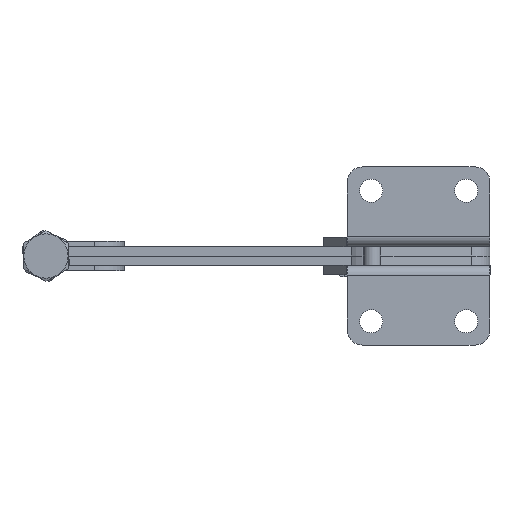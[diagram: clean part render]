
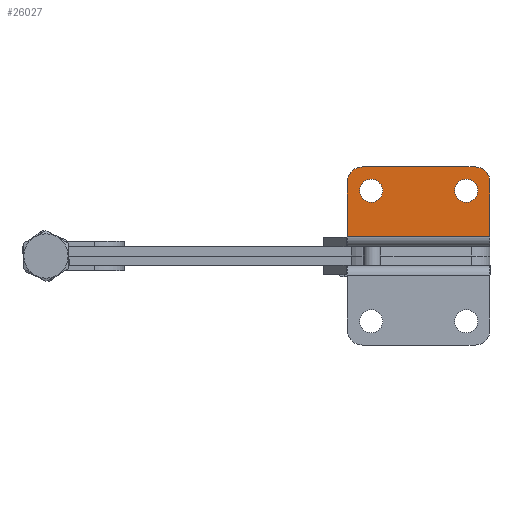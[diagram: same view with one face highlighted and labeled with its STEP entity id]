
A CAD part, front view. The second image highlights one B-rep face of the part: STEP entity #26027.
In plain terms, the highlighted planar face has unit normal (0, -1, 0).
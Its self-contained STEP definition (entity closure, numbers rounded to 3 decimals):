
#4854 = EDGE_LOOP ( 'NONE', ( #22018, #22020 ) ) ;
#6094 = CARTESIAN_POINT ( 'NONE',  ( 63.5, -5., 29.9 ) ) ;
#6095 = DIRECTION ( 'NONE',  ( 0., -1., 0. ) ) ;
#6096 = DIRECTION ( 'NONE',  ( 0., 0., -1. ) ) ;
#6104 = CARTESIAN_POINT ( 'NONE',  ( 12.7, -5., 29.9 ) ) ;
#6105 = DIRECTION ( 'NONE',  ( 0., -1., 0. ) ) ;
#6106 = DIRECTION ( 'NONE',  ( 0., 0., -1. ) ) ;
#11868 = DIRECTION ( 'NONE',  ( 0., 1., 0. ) ) ;
#11874 = CARTESIAN_POINT ( 'NONE',  ( 68.2, -5., 34.6 ) ) ;
#11880 = PLANE ( 'NONE',  #19723 ) ;
#11886 = DIRECTION ( 'NONE',  ( 0., 0., 1. ) ) ;
#16765 = CIRCLE ( 'NONE', #19503, 6.15 ) ;
#16773 = CIRCLE ( 'NONE', #19505, 6.15 ) ;
#16867 = LINE ( 'NONE', #28067, #16869 ) ;
#16868 = CIRCLE ( 'NONE', #19529, 8. ) ;
#16869 = VECTOR ( 'NONE', #28063, 1000. ) ;
#16870 = CIRCLE ( 'NONE', #19527, 6.15 ) ;
#16872 = CIRCLE ( 'NONE', #19528, 6.15 ) ;
#16873 = LINE ( 'NONE', #28073, #16875 ) ;
#16875 = VECTOR ( 'NONE', #28074, 1000. ) ;
#16876 = LINE ( 'NONE', #28082, #16878 ) ;
#16877 = CIRCLE ( 'NONE', #19530, 8. ) ;
#16878 = VECTOR ( 'NONE', #28078, 1000. ) ;
#16879 = LINE ( 'NONE', #28083, #16881 ) ;
#16881 = VECTOR ( 'NONE', #28084, 1000. ) ;
#17204 = FACE_BOUND ( 'NONE', #21215, .T. ) ;
#17206 = FACE_OUTER_BOUND ( 'NONE', #21213, .T. ) ;
#17210 = FACE_BOUND ( 'NONE', #4854, .T. ) ;
#19183 = EDGE_CURVE ( 'NONE', #24883, #24870, #16765, .T. ) ;
#19187 = EDGE_CURVE ( 'NONE', #24759, #24886, #16773, .T. ) ;
#19244 = EDGE_CURVE ( 'NONE', #24772, #24758, #16867, .T. ) ;
#19246 = EDGE_CURVE ( 'NONE', #24870, #24883, #16870, .T. ) ;
#19247 = EDGE_CURVE ( 'NONE', #24886, #24759, #16872, .T. ) ;
#19248 = EDGE_CURVE ( 'NONE', #24772, #24796, #16873, .T. ) ;
#19249 = EDGE_CURVE ( 'NONE', #24796, #24875, #16868, .T. ) ;
#19250 = EDGE_CURVE ( 'NONE', #24875, #24884, #16876, .T. ) ;
#19251 = EDGE_CURVE ( 'NONE', #24884, #24773, #16877, .T. ) ;
#19252 = EDGE_CURVE ( 'NONE', #24773, #24758, #16879, .T. ) ;
#19503 = AXIS2_PLACEMENT_3D ( 'NONE', #6094, #6095, #6096 ) ;
#19505 = AXIS2_PLACEMENT_3D ( 'NONE', #6104, #6105, #6106 ) ;
#19527 = AXIS2_PLACEMENT_3D ( 'NONE', #28075, #28076, #28077 ) ;
#19528 = AXIS2_PLACEMENT_3D ( 'NONE', #28079, #28080, #28081 ) ;
#19529 = AXIS2_PLACEMENT_3D ( 'NONE', #28085, #28086, #28087 ) ;
#19530 = AXIS2_PLACEMENT_3D ( 'NONE', #28088, #28089, #28090 ) ;
#19723 = AXIS2_PLACEMENT_3D ( 'NONE', #11874, #11868, #11886 ) ;
#21213 = EDGE_LOOP ( 'NONE', ( #22022, #22024, #22026, #22028, #22030, #22032 ) ) ;
#21215 = EDGE_LOOP ( 'NONE', ( #22014, #22016 ) ) ;
#22014 = ORIENTED_EDGE ( 'NONE', *, *, #19183, .F. ) ;
#22016 = ORIENTED_EDGE ( 'NONE', *, *, #19246, .F. ) ;
#22018 = ORIENTED_EDGE ( 'NONE', *, *, #19187, .F. ) ;
#22020 = ORIENTED_EDGE ( 'NONE', *, *, #19247, .F. ) ;
#22022 = ORIENTED_EDGE ( 'NONE', *, *, #19244, .F. ) ;
#22024 = ORIENTED_EDGE ( 'NONE', *, *, #19248, .T. ) ;
#22026 = ORIENTED_EDGE ( 'NONE', *, *, #19249, .T. ) ;
#22028 = ORIENTED_EDGE ( 'NONE', *, *, #19250, .T. ) ;
#22030 = ORIENTED_EDGE ( 'NONE', *, *, #19251, .T. ) ;
#22032 = ORIENTED_EDGE ( 'NONE', *, *, #19252, .T. ) ;
#24758 = VERTEX_POINT ( 'NONE', #29154 ) ;
#24759 = VERTEX_POINT ( 'NONE', #29152 ) ;
#24772 = VERTEX_POINT ( 'NONE', #29165 ) ;
#24773 = VERTEX_POINT ( 'NONE', #29166 ) ;
#24796 = VERTEX_POINT ( 'NONE', #29187 ) ;
#24870 = VERTEX_POINT ( 'NONE', #24984 ) ;
#24875 = VERTEX_POINT ( 'NONE', #24989 ) ;
#24883 = VERTEX_POINT ( 'NONE', #24997 ) ;
#24884 = VERTEX_POINT ( 'NONE', #24998 ) ;
#24886 = VERTEX_POINT ( 'NONE', #25000 ) ;
#24984 = CARTESIAN_POINT ( 'NONE',  ( 63.5, -5., 23.75 ) ) ;
#24989 = CARTESIAN_POINT ( 'NONE',  ( 68.2, -5., 42.6 ) ) ;
#24997 = CARTESIAN_POINT ( 'NONE',  ( 63.5, -5., 36.05 ) ) ;
#24998 = CARTESIAN_POINT ( 'NONE',  ( 8., -5., 42.6 ) ) ;
#25000 = CARTESIAN_POINT ( 'NONE',  ( 12.7, -5., 23.75 ) ) ;
#26027 = ADVANCED_FACE ( 'NONE', ( #17204, #17210, #17206 ), #11880, .F. ) ;
#28063 = DIRECTION ( 'NONE',  ( -1., 0., 0. ) ) ;
#28067 = CARTESIAN_POINT ( 'NONE',  ( 68.2, -5., 5.5 ) ) ;
#28073 = CARTESIAN_POINT ( 'NONE',  ( 76.2, -5., 34.6 ) ) ;
#28074 = DIRECTION ( 'NONE',  ( 0., 0., 1. ) ) ;
#28075 = CARTESIAN_POINT ( 'NONE',  ( 63.5, -5., 29.9 ) ) ;
#28076 = DIRECTION ( 'NONE',  ( 0., -1., 0. ) ) ;
#28077 = DIRECTION ( 'NONE',  ( 0., 0., -1. ) ) ;
#28078 = DIRECTION ( 'NONE',  ( -1., 0., 0. ) ) ;
#28079 = CARTESIAN_POINT ( 'NONE',  ( 12.7, -5., 29.9 ) ) ;
#28080 = DIRECTION ( 'NONE',  ( 0., -1., 0. ) ) ;
#28081 = DIRECTION ( 'NONE',  ( 0., 0., -1. ) ) ;
#28082 = CARTESIAN_POINT ( 'NONE',  ( 8., -5., 42.6 ) ) ;
#28083 = CARTESIAN_POINT ( 'NONE',  ( 0., -5., 5. ) ) ;
#28084 = DIRECTION ( 'NONE',  ( 0., 0., -1. ) ) ;
#28085 = CARTESIAN_POINT ( 'NONE',  ( 68.2, -5., 34.6 ) ) ;
#28086 = DIRECTION ( 'NONE',  ( 0., -1., 0. ) ) ;
#28087 = DIRECTION ( 'NONE',  ( 0., 0., 1. ) ) ;
#28088 = CARTESIAN_POINT ( 'NONE',  ( 8., -5., 34.6 ) ) ;
#28089 = DIRECTION ( 'NONE',  ( 0., -1., 0. ) ) ;
#28090 = DIRECTION ( 'NONE',  ( 0., 0., 1. ) ) ;
#29152 = CARTESIAN_POINT ( 'NONE',  ( 12.7, -5., 36.05 ) ) ;
#29154 = CARTESIAN_POINT ( 'NONE',  ( 0., -5., 5.5 ) ) ;
#29165 = CARTESIAN_POINT ( 'NONE',  ( 76.2, -5., 5.5 ) ) ;
#29166 = CARTESIAN_POINT ( 'NONE',  ( 0., -5., 34.6 ) ) ;
#29187 = CARTESIAN_POINT ( 'NONE',  ( 76.2, -5., 34.6 ) ) ;
